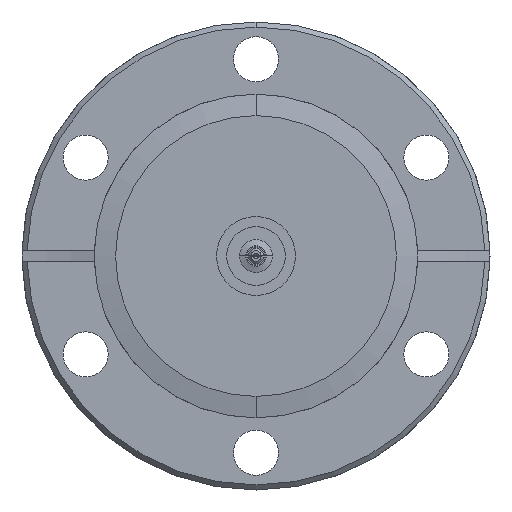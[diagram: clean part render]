
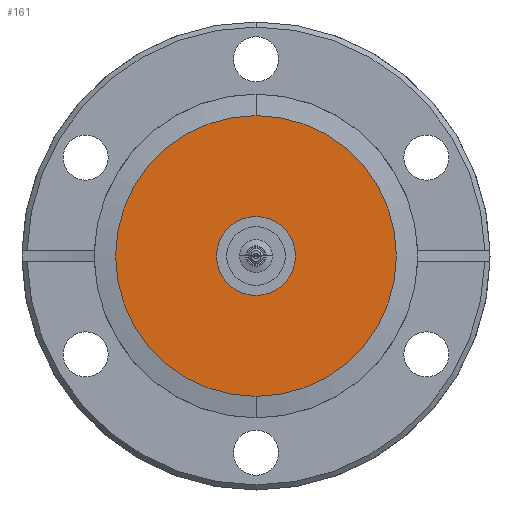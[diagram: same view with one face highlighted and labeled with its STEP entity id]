
A CAD part, front view. The second image highlights one B-rep face of the part: STEP entity #161.
In plain terms, the highlighted planar face has unit normal (0, -1, 0).
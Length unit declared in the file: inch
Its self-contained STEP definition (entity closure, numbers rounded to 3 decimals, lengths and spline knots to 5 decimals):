
#62 = CARTESIAN_POINT ( 'NONE',  ( 0., 0.72412, 0. ) ) ;
#63 = DIRECTION ( 'NONE',  ( 0., -1., 0. ) ) ;
#64 = DIRECTION ( 'NONE',  ( 0., 0., -1. ) ) ;
#161 = ADVANCED_FACE ( 'NONE', ( #2435, #2455 ), #2456, .F. ) ;
#243 = EDGE_CURVE ( 'NONE', #3933, #2570, #4958, .T. ) ;
#245 = EDGE_CURVE ( 'NONE', #3943, #4602, #4940, .T. ) ;
#1364 = CARTESIAN_POINT ( 'NONE',  ( -0.232, 0.72412, 0. ) ) ;
#1627 = EDGE_LOOP ( 'NONE', ( #4586, #4458 ) ) ;
#1666 = EDGE_LOOP ( 'NONE', ( #4642, #4654 ) ) ;
#1954 = AXIS2_PLACEMENT_3D ( 'NONE', #62, #63, #64 ) ;
#1994 = CIRCLE ( 'NONE', #1954, 0.825 ) ;
#2106 = EDGE_CURVE ( 'NONE', #4602, #3943, #4934, .T. ) ;
#2435 = FACE_BOUND ( 'NONE', #1666, .T. ) ;
#2438 = CARTESIAN_POINT ( 'NONE',  ( 0., 0.72412, 0.264 ) ) ;
#2455 = FACE_OUTER_BOUND ( 'NONE', #1627, .T. ) ;
#2456 = PLANE ( 'NONE',  #5686 ) ;
#2458 = DIRECTION ( 'NONE',  ( 0., 1., 0. ) ) ;
#2459 = DIRECTION ( 'NONE',  ( -1., 0., 0. ) ) ;
#2570 = VERTEX_POINT ( 'NONE', #4333 ) ;
#2627 = EDGE_CURVE ( 'NONE', #2570, #3933, #1994, .T. ) ;
#2897 = CARTESIAN_POINT ( 'NONE',  ( 0., 0.72412, 0. ) ) ;
#2898 = DIRECTION ( 'NONE',  ( 0., -1., 0. ) ) ;
#2899 = DIRECTION ( 'NONE',  ( 0., 0., -1. ) ) ;
#2904 = CARTESIAN_POINT ( 'NONE',  ( 0., 0.72412, 0. ) ) ;
#2905 = DIRECTION ( 'NONE',  ( 0., -1., 0. ) ) ;
#2906 = DIRECTION ( 'NONE',  ( 1., 0., 0. ) ) ;
#3459 = CARTESIAN_POINT ( 'NONE',  ( 0., 0.72412, 0. ) ) ;
#3460 = DIRECTION ( 'NONE',  ( 0., -1., 0. ) ) ;
#3461 = DIRECTION ( 'NONE',  ( 1., 0., 0. ) ) ;
#3933 = VERTEX_POINT ( 'NONE', #5244 ) ;
#3943 = VERTEX_POINT ( 'NONE', #5254 ) ;
#4333 = CARTESIAN_POINT ( 'NONE',  ( 0., 0.72412, 0.825 ) ) ;
#4458 = ORIENTED_EDGE ( 'NONE', *, *, #2627, .T. ) ;
#4586 = ORIENTED_EDGE ( 'NONE', *, *, #243, .T. ) ;
#4602 = VERTEX_POINT ( 'NONE', #1364 ) ;
#4642 = ORIENTED_EDGE ( 'NONE', *, *, #245, .F. ) ;
#4654 = ORIENTED_EDGE ( 'NONE', *, *, #2106, .F. ) ;
#4934 = CIRCLE ( 'NONE', #5053, 0.232 ) ;
#4940 = CIRCLE ( 'NONE', #5116, 0.232 ) ;
#4958 = CIRCLE ( 'NONE', #5146, 0.825 ) ;
#5053 = AXIS2_PLACEMENT_3D ( 'NONE', #3459, #3460, #3461 ) ;
#5116 = AXIS2_PLACEMENT_3D ( 'NONE', #2904, #2905, #2906 ) ;
#5146 = AXIS2_PLACEMENT_3D ( 'NONE', #2897, #2898, #2899 ) ;
#5244 = CARTESIAN_POINT ( 'NONE',  ( 0., 0.72412, -0.825 ) ) ;
#5254 = CARTESIAN_POINT ( 'NONE',  ( 0.232, 0.72412, 0. ) ) ;
#5686 = AXIS2_PLACEMENT_3D ( 'NONE', #2438, #2458, #2459 ) ;
